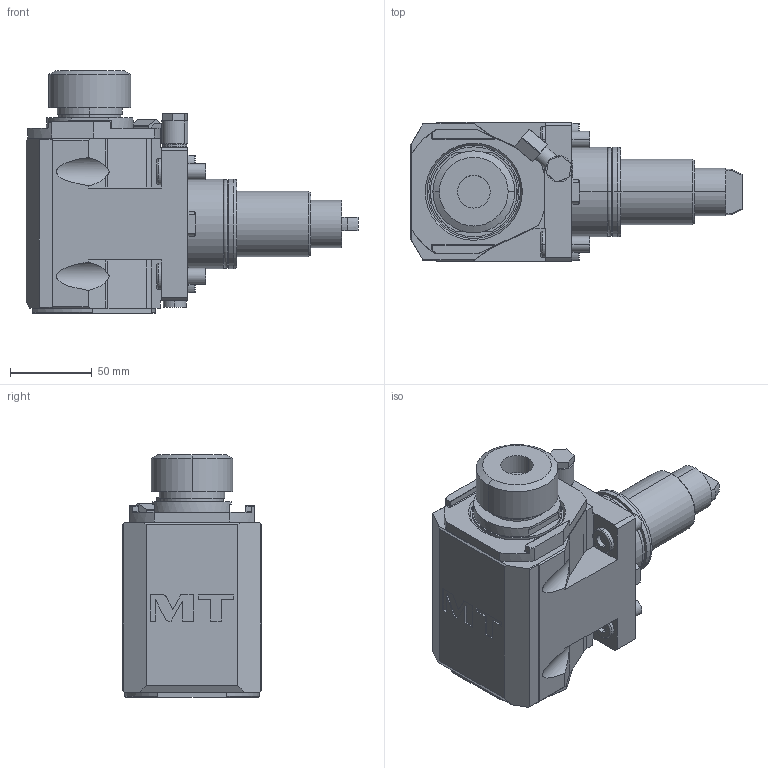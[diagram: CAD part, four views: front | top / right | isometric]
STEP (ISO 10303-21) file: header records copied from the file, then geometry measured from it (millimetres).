
FILE_DESCRIPTION((''),'2;1');
FILE_NAME('DWO0870132_CONF','2023-03-27T16:29:18',('smalpassi'),('M.T. srl'),'CREO PARAMETRIC BY PTC INC, 2021072','CREO PARAMETRIC BY PTC INC, 2021072','');
FILE_SCHEMA(('CONFIG_CONTROL_DESIGN'));
Length unit declared in the file: millimetre
Products named in the file (1): DWO0870132_CONF
Bounding box: 203 x 85 x 148.21 mm (x, y, z)
Volume: 1036717.7 mm3; surface area: 92259.4 mm2
Topology: 1 solids, 1 shells, 375 faces, 931 edges, 602 vertices
Faces by surface type: plane 189, cylinder 134, cone 32, torus 18, extrusion 2
Entity records: 11711 total; most frequent: CARTESIAN_POINT 2611, DIRECTION 1914, ORIENTED_EDGE 1862, EDGE_CURVE 931, AXIS2_PLACEMENT_3D 698, VERTEX_POINT 602, VECTOR 518, LINE 516
